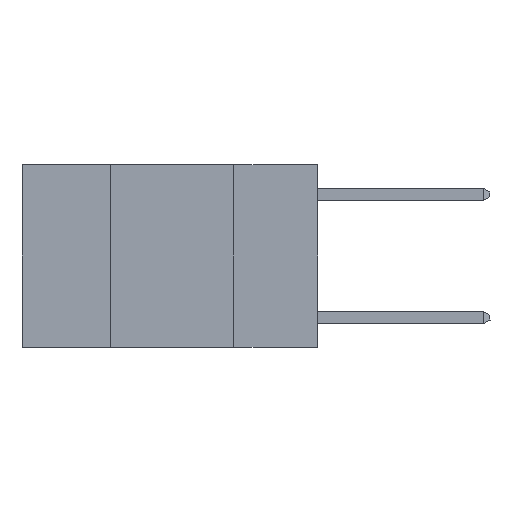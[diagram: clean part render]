
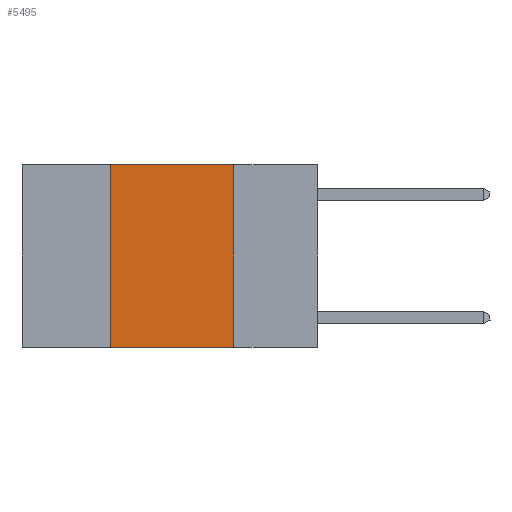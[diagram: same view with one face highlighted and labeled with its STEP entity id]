
A CAD part, left-side view. The second image highlights one B-rep face of the part: STEP entity #5495.
In plain terms, the highlighted planar face has unit normal (-1, 0, 0).
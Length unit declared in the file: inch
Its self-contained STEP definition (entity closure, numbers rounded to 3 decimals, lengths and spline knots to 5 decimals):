
#585 = ORIENTED_EDGE ( 'NONE', *, *, #7973, .F. ) ;
#1137 = EDGE_CURVE ( 'NONE', #5244, #5622, #10095, .T. ) ;
#1327 = VECTOR ( 'NONE', #8547, 39.37008 ) ;
#1573 = EDGE_CURVE ( 'NONE', #11035, #7668, #4660, .T. ) ;
#1927 = CARTESIAN_POINT ( 'NONE',  ( 0., 0.6, -0.37 ) ) ;
#2029 = CARTESIAN_POINT ( 'NONE',  ( 0., 0.17, -0.37 ) ) ;
#2965 = AXIS2_PLACEMENT_3D ( 'NONE', #10845, #11677, #6431 ) ;
#3302 = DIRECTION ( 'NONE',  ( 0., -1., 0. ) ) ;
#3658 = FACE_OUTER_BOUND ( 'NONE', #5345, .T. ) ;
#4660 = LINE ( 'NONE', #6346, #11159 ) ;
#5244 = VERTEX_POINT ( 'NONE', #9400 ) ;
#5345 = EDGE_LOOP ( 'NONE', ( #7712, #10071, #585, #5598 ) ) ;
#5495 = ADVANCED_FACE ( 'NONE', ( #3658 ), #9991, .F. ) ;
#5598 = ORIENTED_EDGE ( 'NONE', *, *, #1137, .T. ) ;
#5622 = VERTEX_POINT ( 'NONE', #2029 ) ;
#6346 = CARTESIAN_POINT ( 'NONE',  ( 0., 0.6, 0. ) ) ;
#6429 = VECTOR ( 'NONE', #6730, 39.37008 ) ;
#6431 = DIRECTION ( 'NONE',  ( 0., 0., -1. ) ) ;
#6730 = DIRECTION ( 'NONE',  ( 0., 0., -1. ) ) ;
#7630 = CARTESIAN_POINT ( 'NONE',  ( 0., 0.17, 0. ) ) ;
#7636 = CARTESIAN_POINT ( 'NONE',  ( 0., 0.42, 0. ) ) ;
#7668 = VERTEX_POINT ( 'NONE', #10004 ) ;
#7712 = ORIENTED_EDGE ( 'NONE', *, *, #8732, .F. ) ;
#7973 = EDGE_CURVE ( 'NONE', #5244, #11035, #10750, .T. ) ;
#8060 = DIRECTION ( 'NONE',  ( 0., -1., 0. ) ) ;
#8547 = DIRECTION ( 'NONE',  ( 0., 0., 1. ) ) ;
#8732 = EDGE_CURVE ( 'NONE', #7668, #5622, #11380, .T. ) ;
#9400 = CARTESIAN_POINT ( 'NONE',  ( 0., 0.42, -0.37 ) ) ;
#9835 = VECTOR ( 'NONE', #8060, 39.37008 ) ;
#9991 = PLANE ( 'NONE',  #2965 ) ;
#10004 = CARTESIAN_POINT ( 'NONE',  ( 0., 0.17, 0. ) ) ;
#10071 = ORIENTED_EDGE ( 'NONE', *, *, #1573, .F. ) ;
#10095 = LINE ( 'NONE', #1927, #9835 ) ;
#10750 = LINE ( 'NONE', #7636, #1327 ) ;
#10845 = CARTESIAN_POINT ( 'NONE',  ( 0., 0.6, 0. ) ) ;
#11035 = VERTEX_POINT ( 'NONE', #11696 ) ;
#11159 = VECTOR ( 'NONE', #3302, 39.37008 ) ;
#11380 = LINE ( 'NONE', #7630, #6429 ) ;
#11677 = DIRECTION ( 'NONE',  ( 1., 0., 0. ) ) ;
#11696 = CARTESIAN_POINT ( 'NONE',  ( 0., 0.42, 0. ) ) ;
